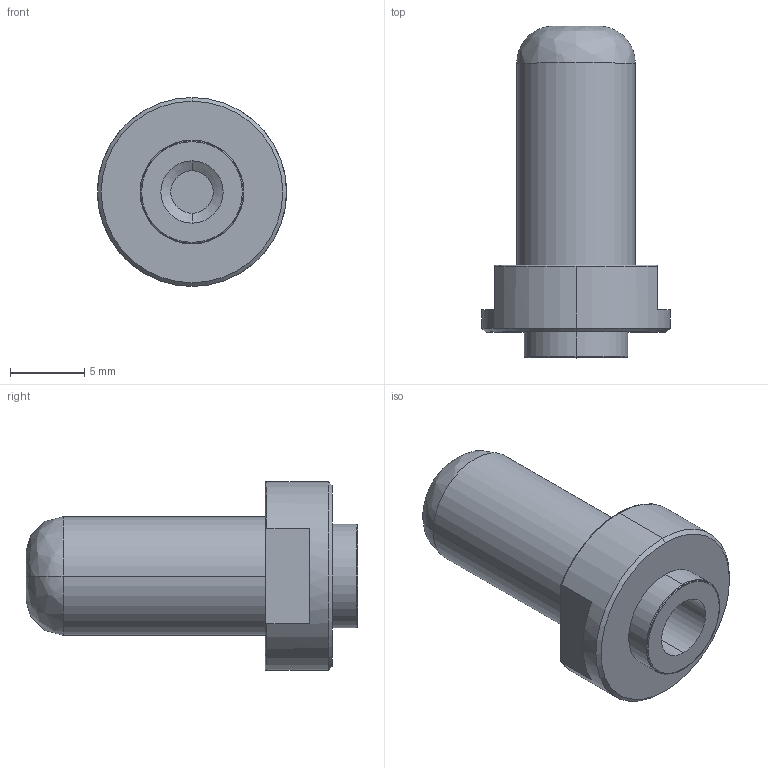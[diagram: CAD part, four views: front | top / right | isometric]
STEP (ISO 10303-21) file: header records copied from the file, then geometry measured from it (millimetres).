
FILE_DESCRIPTION((''),'2;1');
FILE_NAME('2032634285','2020-06-04T',('gga'),(''),'PRO/ENGINEER BY PARAMETRIC TECHNOLOGY CORPORATION, 2016010','PRO/ENGINEER BY PARAMETRIC TECHNOLOGY CORPORATION, 2016010','');
FILE_SCHEMA(('CONFIG_CONTROL_DESIGN'));
Length unit declared in the file: millimetre
Products named in the file (1): 2032634285
Bounding box: 12.75 x 22.4 x 12.75 mm (x, y, z)
Volume: 1315.4 mm3; surface area: 918.8 mm2
Topology: 1 solids, 1 shells, 29 faces, 63 edges, 40 vertices
Faces by surface type: plane 9, cylinder 8, torus 6, cone 4, bspline 2
Entity records: 913 total; most frequent: CARTESIAN_POINT 214, DIRECTION 153, ORIENTED_EDGE 124, AXIS2_PLACEMENT_3D 66, EDGE_CURVE 62, VERTEX_POINT 38, CIRCLE 38, EDGE_LOOP 32
